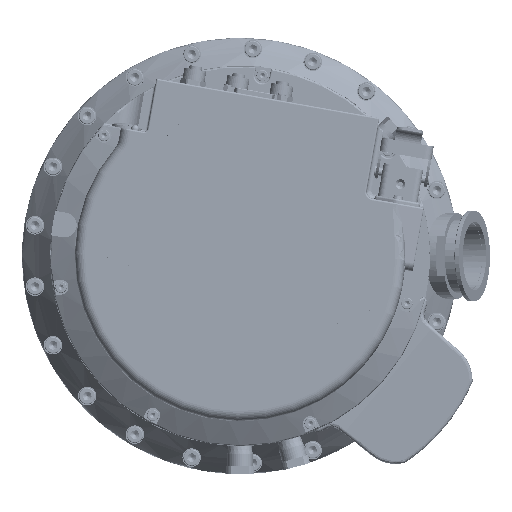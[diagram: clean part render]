
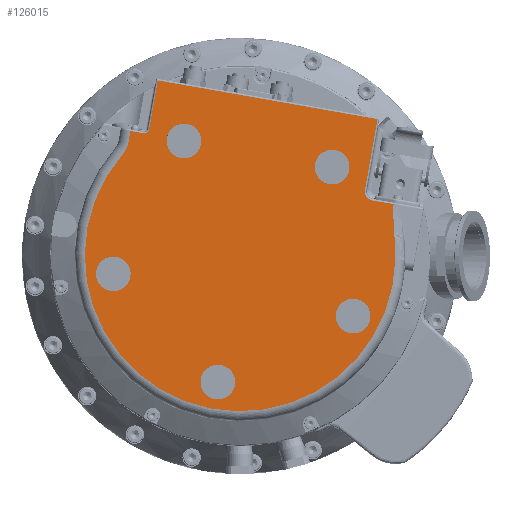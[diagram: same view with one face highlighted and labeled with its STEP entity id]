
A CAD part, front view. The second image highlights one B-rep face of the part: STEP entity #126015.
In plain terms, the highlighted planar face has unit normal (0, -1, 0).
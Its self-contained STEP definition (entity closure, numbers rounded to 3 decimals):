
#125854=CARTESIAN_POINT('',(-50.615,-155.,107.421));
#125855=DIRECTION('',(0.0,-1.0,0.0));
#125856=DIRECTION('',(0.0,0.0,-1.0));
#125857=AXIS2_PLACEMENT_3D('',#125854,#125855,#125856);
#125858=PLANE('',#125857);
#125859=CARTESIAN_POINT('',(75.591,-155.,39.981));
#125860=VERTEX_POINT('',#125859);
#125861=CARTESIAN_POINT('',(83.145,-155.,82.82));
#125862=VERTEX_POINT('',#125861);
#125863=CARTESIAN_POINT('',(75.591,-155.,39.981));
#125864=DIRECTION('',(0.174,0.,0.985));
#125865=VECTOR('',#125864,43.5);
#125866=LINE('',#125863,#125865);
#125867=EDGE_CURVE('',#125860,#125862,#125866,.T.);
#125868=ORIENTED_EDGE('',*,*,#125867,.T.);
#125869=CARTESIAN_POINT('',(-49.804,-155.,106.263));
#125870=VERTEX_POINT('',#125869);
#125871=CARTESIAN_POINT('',(83.145,-155.,82.82));
#125872=DIRECTION('',(-0.985,0.,0.174));
#125873=VECTOR('',#125872,135.);
#125874=LINE('',#125871,#125873);
#125875=EDGE_CURVE('',#125862,#125870,#125874,.T.);
#125876=ORIENTED_EDGE('',*,*,#125875,.T.);
#125877=CARTESIAN_POINT('',(-55.014,-155.,76.719));
#125878=VERTEX_POINT('',#125877);
#125879=CARTESIAN_POINT('',(-49.804,-155.,106.263));
#125880=DIRECTION('',(-0.174,0.,-0.985));
#125881=VECTOR('',#125880,30.);
#125882=LINE('',#125879,#125881);
#125883=EDGE_CURVE('',#125870,#125878,#125882,.T.);
#125884=ORIENTED_EDGE('',*,*,#125883,.T.);
#125885=CARTESIAN_POINT('',(-58.489,-155.,74.285));
#125886=VERTEX_POINT('',#125885);
#125887=CARTESIAN_POINT('',(-57.968,-155.,77.24));
#125888=DIRECTION('',(0.,1.,0.));
#125889=DIRECTION('',(-0.985,0.,0.174));
#125890=AXIS2_PLACEMENT_3D('',#125887,#125888,#125889);
#125891=CIRCLE('',#125890,3.0);
#125892=EDGE_CURVE('',#125878,#125886,#125891,.T.);
#125893=ORIENTED_EDGE('',*,*,#125892,.T.);
#125894=CARTESIAN_POINT('',(-66.368,-155.,75.674));
#125895=VERTEX_POINT('',#125894);
#125896=CARTESIAN_POINT('',(-58.489,-155.,74.285));
#125897=DIRECTION('',(-0.985,0.0,0.174));
#125898=VECTOR('',#125897,8.);
#125899=LINE('',#125896,#125898);
#125900=EDGE_CURVE('',#125886,#125895,#125899,.T.);
#125901=ORIENTED_EDGE('',*,*,#125900,.T.);
#125902=CARTESIAN_POINT('',(-67.531,-155.,69.077));
#125903=VERTEX_POINT('',#125902);
#125904=CARTESIAN_POINT('',(-66.368,-155.,75.674));
#125905=DIRECTION('',(-0.174,0.,-0.985));
#125906=VECTOR('',#125905,6.699);
#125907=LINE('',#125904,#125906);
#125908=EDGE_CURVE('',#125895,#125903,#125907,.T.);
#125909=ORIENTED_EDGE('',*,*,#125908,.T.);
#125910=CARTESIAN_POINT('',(-71.173,-155.,61.403));
#125911=VERTEX_POINT('',#125910);
#125912=CARTESIAN_POINT('',(-83.288,-155.,71.855));
#125913=DIRECTION('',(0.,1.,0.));
#125914=DIRECTION('',(-0.985,0.,0.174));
#125915=AXIS2_PLACEMENT_3D('',#125912,#125913,#125914);
#125916=CIRCLE('',#125915,16.0);
#125917=EDGE_CURVE('',#125903,#125911,#125916,.T.);
#125918=ORIENTED_EDGE('',*,*,#125917,.T.);
#125919=CARTESIAN_POINT('',(93.978,-155.0,-2.033));
#125920=VERTEX_POINT('',#125919);
#125921=CARTESIAN_POINT('',(0.,-155.,0.));
#125922=DIRECTION('',(0.,-1.0,0.));
#125923=DIRECTION('',(-0.985,0.,0.174));
#125924=AXIS2_PLACEMENT_3D('',#125921,#125922,#125923);
#125925=CIRCLE('',#125924,94.);
#125926=EDGE_CURVE('',#125911,#125920,#125925,.T.);
#125927=ORIENTED_EDGE('',*,*,#125926,.T.);
#125928=CARTESIAN_POINT('',(92.924,-155.,31.34));
#125929=VERTEX_POINT('',#125928);
#125930=CARTESIAN_POINT('',(93.978,-155.0,-2.033));
#125931=CARTESIAN_POINT('',(94.099,-155.0,3.552));
#125932=CARTESIAN_POINT('',(93.753,-155.,9.128));
#125933=CARTESIAN_POINT('',(93.036,-155.,17.466));
#125934=CARTESIAN_POINT('',(92.762,-155.,20.244));
#125935=CARTESIAN_POINT('',(92.493,-155.,24.419));
#125936=CARTESIAN_POINT('',(92.427,-155.,25.815));
#125937=CARTESIAN_POINT('',(92.455,-155.,28.593));
#125938=CARTESIAN_POINT('',(92.503,-155.,29.98));
#125939=CARTESIAN_POINT('',(92.924,-155.,31.34));
#125940=B_SPLINE_CURVE_WITH_KNOTS('',3,(#125930,#125931,#125932,#125933,#125934,#125935,#125936,#125937,#125938,#125939),.UNSPECIFIED.,.F.,.U.,(4,2,2,2,4),(0.0,0.5,0.75,0.875,1.0),.UNSPECIFIED.);
#125941=EDGE_CURVE('',#125920,#125929,#125940,.T.);
#125942=ORIENTED_EDGE('',*,*,#125941,.T.);
#125943=CARTESIAN_POINT('',(80.052,-155.,33.61));
#125944=VERTEX_POINT('',#125943);
#125945=CARTESIAN_POINT('',(92.924,-155.,31.34));
#125946=DIRECTION('',(-0.985,0.0,0.174));
#125947=VECTOR('',#125946,13.07);
#125948=LINE('',#125945,#125947);
#125949=EDGE_CURVE('',#125929,#125944,#125948,.T.);
#125950=ORIENTED_EDGE('',*,*,#125949,.T.);
#125951=CARTESIAN_POINT('',(81.007,-155.,39.026));
#125952=DIRECTION('',(0.,1.,0.));
#125953=DIRECTION('',(-0.985,0.,0.174));
#125954=AXIS2_PLACEMENT_3D('',#125951,#125952,#125953);
#125955=CIRCLE('',#125954,5.5);
#125956=EDGE_CURVE('',#125944,#125860,#125955,.T.);
#125957=ORIENTED_EDGE('',*,*,#125956,.T.);
#125958=EDGE_LOOP('',(#125868,#125876,#125884,#125893,#125901,#125909,#125918,#125927,#125942,#125950,#125957));
#125959=FACE_OUTER_BOUND('',#125958,.T.);
#125960=CARTESIAN_POINT('',(-87.086,-155.,-8.963));
#125961=VERTEX_POINT('',#125960);
#125962=CARTESIAN_POINT('',(-76.746,-155.,-10.786));
#125963=DIRECTION('',(0.,-1.0,0.));
#125964=DIRECTION('',(-0.985,0.,0.174));
#125965=AXIS2_PLACEMENT_3D('',#125962,#125963,#125964);
#125966=CIRCLE('',#125965,10.5);
#125967=EDGE_CURVE('',#125961,#125961,#125966,.T.);
#125968=ORIENTED_EDGE('',*,*,#125967,.F.);
#125969=EDGE_LOOP('',(#125968));
#125970=FACE_BOUND('',#125969,.T.);
#125971=CARTESIAN_POINT('',(-44.314,-155.,71.48));
#125972=VERTEX_POINT('',#125971);
#125973=CARTESIAN_POINT('',(-33.974,-155.,69.657));
#125974=DIRECTION('',(0.,-1.0,0.));
#125975=DIRECTION('',(-0.985,0.,0.174));
#125976=AXIS2_PLACEMENT_3D('',#125973,#125974,#125975);
#125977=CIRCLE('',#125976,10.5);
#125978=EDGE_CURVE('',#125972,#125972,#125977,.T.);
#125979=ORIENTED_EDGE('',*,*,#125978,.F.);
#125980=EDGE_LOOP('',(#125979));
#125981=FACE_BOUND('',#125980,.T.);
#125982=CARTESIAN_POINT('',(45.408,-155.,55.659));
#125983=VERTEX_POINT('',#125982);
#125984=CARTESIAN_POINT('',(55.749,-155.,53.836));
#125985=DIRECTION('',(0.,-1.0,0.));
#125986=DIRECTION('',(-0.985,0.,0.174));
#125987=AXIS2_PLACEMENT_3D('',#125984,#125985,#125986);
#125988=CIRCLE('',#125987,10.5);
#125989=EDGE_CURVE('',#125983,#125983,#125988,.T.);
#125990=ORIENTED_EDGE('',*,*,#125989,.F.);
#125991=EDGE_LOOP('',(#125990));
#125992=FACE_BOUND('',#125991,.T.);
#125993=CARTESIAN_POINT('',(58.088,-155.,-34.561));
#125994=VERTEX_POINT('',#125993);
#125995=CARTESIAN_POINT('',(68.428,-155.,-36.384));
#125996=DIRECTION('',(0.,-1.0,0.));
#125997=DIRECTION('',(-0.985,0.,0.174));
#125998=AXIS2_PLACEMENT_3D('',#125995,#125996,#125997);
#125999=CIRCLE('',#125998,10.5);
#126000=EDGE_CURVE('',#125994,#125994,#125999,.T.);
#126001=ORIENTED_EDGE('',*,*,#126000,.F.);
#126002=EDGE_LOOP('',(#126001));
#126003=FACE_BOUND('',#126002,.T.);
#126004=CARTESIAN_POINT('',(-23.798,-155.,-74.499));
#126005=VERTEX_POINT('',#126004);
#126006=CARTESIAN_POINT('',(-13.458,-155.,-76.323));
#126007=DIRECTION('',(0.,-1.0,0.));
#126008=DIRECTION('',(-0.985,0.,0.174));
#126009=AXIS2_PLACEMENT_3D('',#126006,#126007,#126008);
#126010=CIRCLE('',#126009,10.5);
#126011=EDGE_CURVE('',#126005,#126005,#126010,.T.);
#126012=ORIENTED_EDGE('',*,*,#126011,.F.);
#126013=EDGE_LOOP('',(#126012));
#126014=FACE_BOUND('',#126013,.T.);
#126015=ADVANCED_FACE('',(#125959,#125970,#125981,#125992,#126003,#126014),#125858,.T.);
